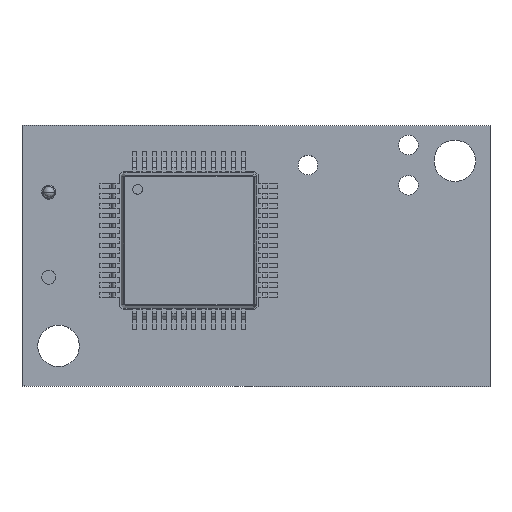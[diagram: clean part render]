
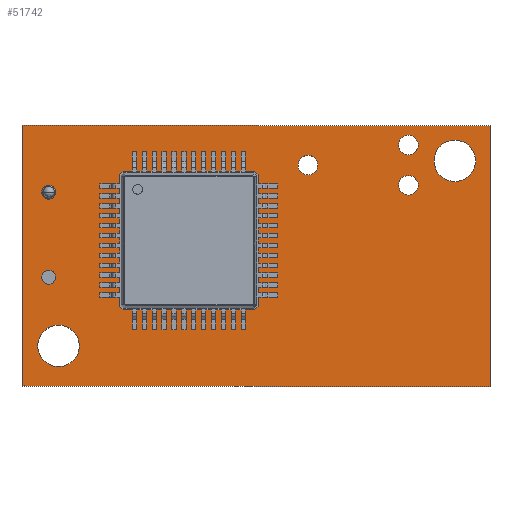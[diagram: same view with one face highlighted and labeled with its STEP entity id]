
A CAD part, top view. The second image highlights one B-rep face of the part: STEP entity #51742.
In plain terms, the highlighted planar face has unit normal (0, 0, 1).
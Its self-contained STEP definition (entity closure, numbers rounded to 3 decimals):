
#51542 = VERTEX_POINT('',#51543);
#51543 = CARTESIAN_POINT('',(151.666,-94.5,1.6));
#51549 = EDGE_CURVE('',#51542,#51550,#51552,.T.);
#51550 = VERTEX_POINT('',#51551);
#51551 = CARTESIAN_POINT('',(151.666,-107.696,1.6));
#51552 = LINE('',#51553,#51554);
#51553 = CARTESIAN_POINT('',(151.666,-94.5,1.6));
#51554 = VECTOR('',#51555,1.);
#51555 = DIRECTION('',(0.,-1.,0.));
#51582 = VERTEX_POINT('',#51583);
#51583 = CARTESIAN_POINT('',(128.,-94.454,1.6));
#51589 = EDGE_CURVE('',#51582,#51542,#51590,.T.);
#51590 = LINE('',#51591,#51592);
#51591 = CARTESIAN_POINT('',(128.,-94.454,1.6));
#51592 = VECTOR('',#51593,1.);
#51593 = DIRECTION('',(1.,-0.002,0.));
#51611 = EDGE_CURVE('',#51550,#51612,#51614,.T.);
#51612 = VERTEX_POINT('',#51613);
#51613 = CARTESIAN_POINT('',(128.,-107.65,1.6));
#51614 = LINE('',#51615,#51616);
#51615 = CARTESIAN_POINT('',(151.666,-107.696,1.6));
#51616 = VECTOR('',#51617,1.);
#51617 = DIRECTION('',(-1.,0.002,0.));
#51742 = ADVANCED_FACE('',(#51743,#51754,#51765,#51776,#51787,#51798,
    #51809,#51820,#51831),#51842,.F.);
#51743 = FACE_BOUND('',#51744,.F.);
#51744 = EDGE_LOOP('',(#51745,#51746,#51747,#51753));
#51745 = ORIENTED_EDGE('',*,*,#51549,.T.);
#51746 = ORIENTED_EDGE('',*,*,#51611,.T.);
#51747 = ORIENTED_EDGE('',*,*,#51748,.T.);
#51748 = EDGE_CURVE('',#51612,#51582,#51749,.T.);
#51749 = LINE('',#51750,#51751);
#51750 = CARTESIAN_POINT('',(128.,-107.65,1.6));
#51751 = VECTOR('',#51752,1.);
#51752 = DIRECTION('',(0.,1.,0.));
#51753 = ORIENTED_EDGE('',*,*,#51589,.T.);
#51754 = FACE_BOUND('',#51755,.F.);
#51755 = EDGE_LOOP('',(#51756));
#51756 = ORIENTED_EDGE('',*,*,#51757,.F.);
#51757 = EDGE_CURVE('',#51758,#51758,#51760,.T.);
#51758 = VERTEX_POINT('',#51759);
#51759 = CARTESIAN_POINT('',(129.847,-106.675,1.6));
#51760 = CIRCLE('',#51761,1.05);
#51761 = AXIS2_PLACEMENT_3D('',#51762,#51763,#51764);
#51762 = CARTESIAN_POINT('',(129.847,-105.625,1.6));
#51763 = DIRECTION('',(-0.,0.,-1.));
#51764 = DIRECTION('',(0.,-1.,0.));
#51765 = FACE_BOUND('',#51766,.F.);
#51766 = EDGE_LOOP('',(#51767));
#51767 = ORIENTED_EDGE('',*,*,#51768,.F.);
#51768 = EDGE_CURVE('',#51769,#51769,#51771,.T.);
#51769 = VERTEX_POINT('',#51770);
#51770 = CARTESIAN_POINT('',(136.65,-102.5,1.6));
#51771 = CIRCLE('',#51772,0.35);
#51772 = AXIS2_PLACEMENT_3D('',#51773,#51774,#51775);
#51773 = CARTESIAN_POINT('',(136.65,-102.15,1.6));
#51774 = DIRECTION('',(-0.,0.,-1.));
#51775 = DIRECTION('',(-0.,-1.,0.));
#51776 = FACE_BOUND('',#51777,.F.);
#51777 = EDGE_LOOP('',(#51778));
#51778 = ORIENTED_EDGE('',*,*,#51779,.F.);
#51779 = EDGE_CURVE('',#51780,#51780,#51782,.T.);
#51780 = VERTEX_POINT('',#51781);
#51781 = CARTESIAN_POINT('',(129.35,-102.5,1.6));
#51782 = CIRCLE('',#51783,0.35);
#51783 = AXIS2_PLACEMENT_3D('',#51784,#51785,#51786);
#51784 = CARTESIAN_POINT('',(129.35,-102.15,1.6));
#51785 = DIRECTION('',(-0.,0.,-1.));
#51786 = DIRECTION('',(-0.,-1.,0.));
#51787 = FACE_BOUND('',#51788,.F.);
#51788 = EDGE_LOOP('',(#51789));
#51789 = ORIENTED_EDGE('',*,*,#51790,.F.);
#51790 = EDGE_CURVE('',#51791,#51791,#51793,.T.);
#51791 = VERTEX_POINT('',#51792);
#51792 = CARTESIAN_POINT('',(147.54,-97.995,1.6));
#51793 = CIRCLE('',#51794,0.495);
#51794 = AXIS2_PLACEMENT_3D('',#51795,#51796,#51797);
#51795 = CARTESIAN_POINT('',(147.54,-97.5,1.6));
#51796 = DIRECTION('',(-0.,0.,-1.));
#51797 = DIRECTION('',(0.,-1.,0.));
#51798 = FACE_BOUND('',#51799,.F.);
#51799 = EDGE_LOOP('',(#51800));
#51800 = ORIENTED_EDGE('',*,*,#51801,.F.);
#51801 = EDGE_CURVE('',#51802,#51802,#51804,.T.);
#51802 = VERTEX_POINT('',#51803);
#51803 = CARTESIAN_POINT('',(149.888,-97.315,1.6));
#51804 = CIRCLE('',#51805,1.05);
#51805 = AXIS2_PLACEMENT_3D('',#51806,#51807,#51808);
#51806 = CARTESIAN_POINT('',(149.888,-96.265,1.6));
#51807 = DIRECTION('',(-0.,0.,-1.));
#51808 = DIRECTION('',(0.,-1.,-0.));
#51809 = FACE_BOUND('',#51810,.F.);
#51810 = EDGE_LOOP('',(#51811));
#51811 = ORIENTED_EDGE('',*,*,#51812,.F.);
#51812 = EDGE_CURVE('',#51813,#51813,#51815,.T.);
#51813 = VERTEX_POINT('',#51814);
#51814 = CARTESIAN_POINT('',(147.54,-95.963,1.6));
#51815 = CIRCLE('',#51816,0.495);
#51816 = AXIS2_PLACEMENT_3D('',#51817,#51818,#51819);
#51817 = CARTESIAN_POINT('',(147.54,-95.468,1.6));
#51818 = DIRECTION('',(-0.,0.,-1.));
#51819 = DIRECTION('',(0.,-1.,0.));
#51820 = FACE_BOUND('',#51821,.F.);
#51821 = EDGE_LOOP('',(#51822));
#51822 = ORIENTED_EDGE('',*,*,#51823,.F.);
#51823 = EDGE_CURVE('',#51824,#51824,#51826,.T.);
#51824 = VERTEX_POINT('',#51825);
#51825 = CARTESIAN_POINT('',(142.46,-96.979,1.6));
#51826 = CIRCLE('',#51827,0.495);
#51827 = AXIS2_PLACEMENT_3D('',#51828,#51829,#51830);
#51828 = CARTESIAN_POINT('',(142.46,-96.484,1.6));
#51829 = DIRECTION('',(-0.,0.,-1.));
#51830 = DIRECTION('',(0.,-1.,-0.));
#51831 = FACE_BOUND('',#51832,.F.);
#51832 = EDGE_LOOP('',(#51833));
#51833 = ORIENTED_EDGE('',*,*,#51834,.F.);
#51834 = EDGE_CURVE('',#51835,#51835,#51837,.T.);
#51835 = VERTEX_POINT('',#51836);
#51836 = CARTESIAN_POINT('',(129.35,-98.2,1.6));
#51837 = CIRCLE('',#51838,0.35);
#51838 = AXIS2_PLACEMENT_3D('',#51839,#51840,#51841);
#51839 = CARTESIAN_POINT('',(129.35,-97.85,1.6));
#51840 = DIRECTION('',(-0.,0.,-1.));
#51841 = DIRECTION('',(-0.,-1.,0.));
#51842 = PLANE('',#51843);
#51843 = AXIS2_PLACEMENT_3D('',#51844,#51845,#51846);
#51844 = CARTESIAN_POINT('',(139.833,-101.075,1.6));
#51845 = DIRECTION('',(-0.,-0.,-1.));
#51846 = DIRECTION('',(-1.,0.,0.));
